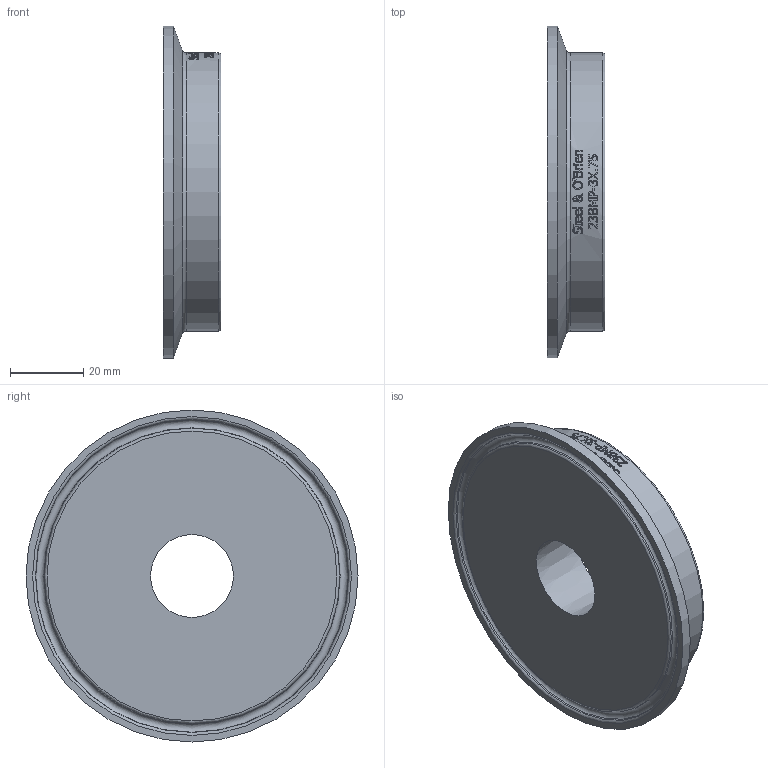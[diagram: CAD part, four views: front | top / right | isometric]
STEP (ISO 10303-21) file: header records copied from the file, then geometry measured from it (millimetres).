
FILE_DESCRIPTION(/* description */ (''),/* implementation_level */ '2;1');
FILE_NAME(/* name */ '23BMP-3X.75.ipt.stp',/* time_stamp */ '2019-05-02T16:16:21-04:00',/* author */ ('Engineering'),/* organization */ (''),/* preprocessor_version */ 'ST-DEVELOPER v15.2',/* originating_system */ 'Autodesk Inventor 2014',/* authorisation */ '');
FILE_SCHEMA (('AUTOMOTIVE_DESIGN { 1 0 10303 214 3 1 1 }'));
Length unit declared in the file: inch
Products named in the file (1): 23BMP-3X.75
Bounding box: 15.88 x 90.91 x 90.91 mm (x, y, z)
Volume: 72798 mm3; surface area: 16998.5 mm2
Topology: 1 solids, 1 shells, 420 faces, 1135 edges, 754 vertices
Faces by surface type: bspline 203, plane 170, cylinder 38, torus 5, cone 4
Full cylindrical faces by diameter (mm): 76.2 x1, 90.907 x1
Entity records: 16858 total; most frequent: CARTESIAN_POINT 7462, ORIENTED_EDGE 2248, DIRECTION 1368, EDGE_CURVE 1124, VERTEX_POINT 754, LINE 504, VECTOR 504, EDGE_LOOP 470
